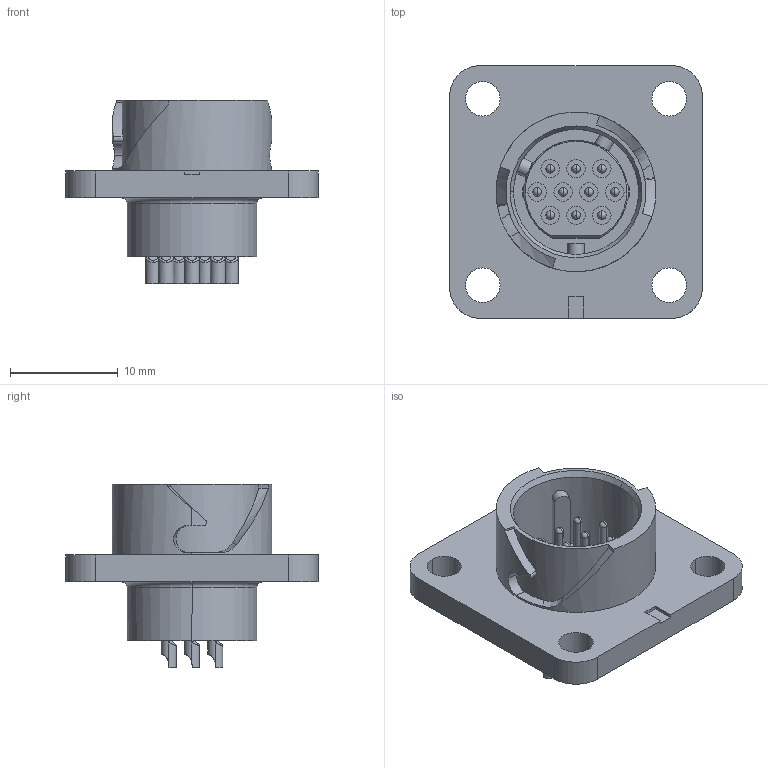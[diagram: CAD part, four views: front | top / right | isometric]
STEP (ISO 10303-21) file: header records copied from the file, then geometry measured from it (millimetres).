
FILE_DESCRIPTION(('OneSpaceDesigner STEP Export'),'2;1');
FILE_NAME('HR34B-12WRA-10P.stp','2007-09-28T17:12:33',(''),(''),'OneSpace Designer STEP processor for AP214 (Solid Model)','OneSpace Modeling 15.00A 14-Mar-2007 (C) CoCreate Software GmbH','');
FILE_SCHEMA(('AUTOMOTIVE_DESIGN { 1 0 10303 214 1 1 1 1 }'));
Products named in the file (1): HR34B-12WRA-10P
Bounding box: 23.4 x 23.4 x 17 mm (x, y, z)
Volume: 2035.8 mm3; surface area: 3398.4 mm2
Topology: 1 solids, 1 shells, 946 faces, 2518 edges, 1643 vertices
Faces by surface type: cylinder 390, plane 273, bspline 210, cone 51, torus 22
Entity records: 74084 total; most frequent: CARTESIAN_POINT 54339, ORIENTED_EDGE 5036, DIRECTION 2735, EDGE_CURVE 2518, VERTEX_POINT 1643, EDGE_LOOP 1045, VECTOR 963, LINE 963
